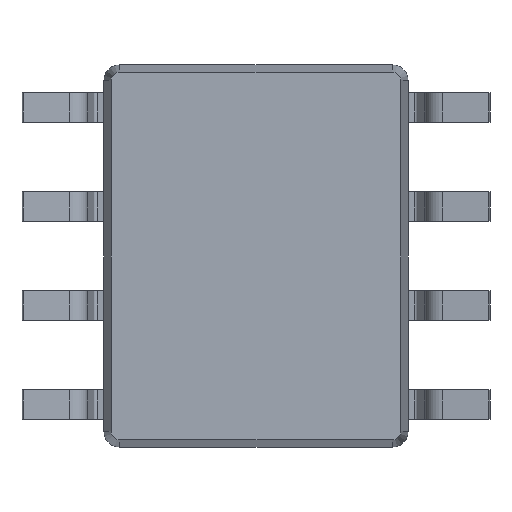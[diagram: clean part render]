
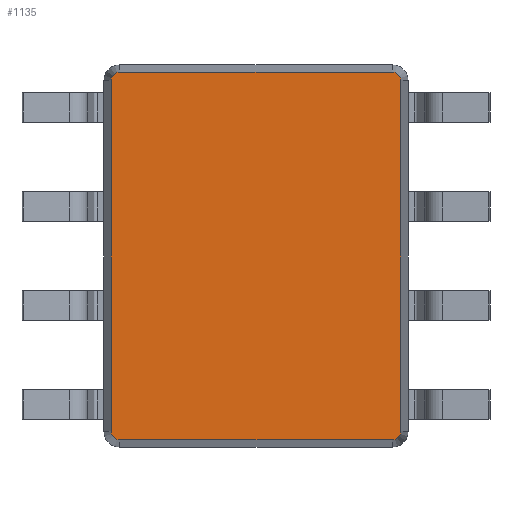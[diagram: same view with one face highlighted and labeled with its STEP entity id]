
A CAD part, front view. The second image highlights one B-rep face of the part: STEP entity #1135.
In plain terms, the highlighted planar face has unit normal (0, -1, 0).
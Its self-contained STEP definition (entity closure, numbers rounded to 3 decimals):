
#6 = AXIS2_PLACEMENT_3D ( 'NONE', #1649, #2320, #2946 ) ;
#9 = LINE ( 'NONE', #227, #3027 ) ;
#16 = DIRECTION ( 'NONE',  ( -1., 0., 0. ) ) ;
#71 = CARTESIAN_POINT ( 'NONE',  ( 1.75, 0.25, 2.25 ) ) ;
#77 = ORIENTED_EDGE ( 'NONE', *, *, #3773, .T. ) ;
#227 = CARTESIAN_POINT ( 'NONE',  ( -1.859, 0.25, 2.25 ) ) ;
#246 = VERTEX_POINT ( 'NONE', #1596 ) ;
#248 = VECTOR ( 'NONE', #1245, 1000. ) ;
#305 = CARTESIAN_POINT ( 'NONE',  ( 1.75, 0.25, -2.25 ) ) ;
#316 = EDGE_CURVE ( 'NONE', #905, #916, #452, .T. ) ;
#396 = FACE_OUTER_BOUND ( 'NONE', #1689, .T. ) ;
#452 = CIRCLE ( 'NONE', #3461, 0.109 ) ;
#569 = CARTESIAN_POINT ( 'NONE',  ( -1.75, 0.25, 2.359 ) ) ;
#583 = DIRECTION ( 'NONE',  ( 0., 0., 1. ) ) ;
#590 = CARTESIAN_POINT ( 'NONE',  ( 1.859, 0.25, -2.25 ) ) ;
#672 = LINE ( 'NONE', #569, #3390 ) ;
#700 = CARTESIAN_POINT ( 'NONE',  ( -1.859, 0.25, 2.25 ) ) ;
#765 = CARTESIAN_POINT ( 'NONE',  ( 1.75, 0.25, 2.359 ) ) ;
#844 = CIRCLE ( 'NONE', #4155, 0.109 ) ;
#879 = EDGE_CURVE ( 'NONE', #3106, #905, #3374, .T. ) ;
#905 = VERTEX_POINT ( 'NONE', #3161 ) ;
#910 = AXIS2_PLACEMENT_3D ( 'NONE', #71, #996, #3953 ) ;
#916 = VERTEX_POINT ( 'NONE', #590 ) ;
#932 = EDGE_CURVE ( 'NONE', #1104, #3106, #1452, .T. ) ;
#996 = DIRECTION ( 'NONE',  ( 0., -1., 0. ) ) ;
#1027 = ORIENTED_EDGE ( 'NONE', *, *, #879, .T. ) ;
#1104 = VERTEX_POINT ( 'NONE', #3228 ) ;
#1124 = VERTEX_POINT ( 'NONE', #2004 ) ;
#1135 = ADVANCED_FACE ( 'NONE', ( #396 ), #3272, .T. ) ;
#1218 = DIRECTION ( 'NONE',  ( -1., 0., 0. ) ) ;
#1245 = DIRECTION ( 'NONE',  ( 1., 0., 0. ) ) ;
#1259 = DIRECTION ( 'NONE',  ( 0., -1., 0. ) ) ;
#1289 = ORIENTED_EDGE ( 'NONE', *, *, #1724, .T. ) ;
#1347 = DIRECTION ( 'NONE',  ( -1., 0., 0. ) ) ;
#1445 = EDGE_CURVE ( 'NONE', #1124, #3924, #2044, .T. ) ;
#1452 = CIRCLE ( 'NONE', #1908, 0.109 ) ;
#1557 = DIRECTION ( 'NONE',  ( -1., 0., 0. ) ) ;
#1596 = CARTESIAN_POINT ( 'NONE',  ( -1.75, 0.25, 2.359 ) ) ;
#1649 = CARTESIAN_POINT ( 'NONE',  ( -1.75, 0.25, 2.25 ) ) ;
#1681 = DIRECTION ( 'NONE',  ( 0., -1., 0. ) ) ;
#1683 = VERTEX_POINT ( 'NONE', #700 ) ;
#1689 = EDGE_LOOP ( 'NONE', ( #1738, #2877, #1289, #4024, #2537, #1027, #2793, #77 ) ) ;
#1724 = EDGE_CURVE ( 'NONE', #246, #1683, #844, .T. ) ;
#1738 = ORIENTED_EDGE ( 'NONE', *, *, #1445, .T. ) ;
#1908 = AXIS2_PLACEMENT_3D ( 'NONE', #3504, #1259, #1557 ) ;
#1966 = DIRECTION ( 'NONE',  ( 0., -1., 0. ) ) ;
#2004 = CARTESIAN_POINT ( 'NONE',  ( 1.859, 0.25, 2.25 ) ) ;
#2044 = CIRCLE ( 'NONE', #910, 0.109 ) ;
#2233 = DIRECTION ( 'NONE',  ( 0., 0., -1. ) ) ;
#2320 = DIRECTION ( 'NONE',  ( 0., -1., 0. ) ) ;
#2537 = ORIENTED_EDGE ( 'NONE', *, *, #932, .T. ) ;
#2618 = CARTESIAN_POINT ( 'NONE',  ( -1.75, 0.25, 2.25 ) ) ;
#2737 = EDGE_CURVE ( 'NONE', #1683, #1104, #9, .T. ) ;
#2741 = EDGE_CURVE ( 'NONE', #3924, #246, #672, .T. ) ;
#2793 = ORIENTED_EDGE ( 'NONE', *, *, #316, .T. ) ;
#2877 = ORIENTED_EDGE ( 'NONE', *, *, #2741, .T. ) ;
#2929 = LINE ( 'NONE', #3506, #3173 ) ;
#2946 = DIRECTION ( 'NONE',  ( 1., 0., 0. ) ) ;
#3027 = VECTOR ( 'NONE', #2233, 1000. ) ;
#3106 = VERTEX_POINT ( 'NONE', #3750 ) ;
#3161 = CARTESIAN_POINT ( 'NONE',  ( 1.75, 0.25, -2.359 ) ) ;
#3173 = VECTOR ( 'NONE', #583, 1000. ) ;
#3228 = CARTESIAN_POINT ( 'NONE',  ( -1.859, 0.25, -2.25 ) ) ;
#3272 = PLANE ( 'NONE',  #6 ) ;
#3374 = LINE ( 'NONE', #4183, #248 ) ;
#3390 = VECTOR ( 'NONE', #1218, 1000. ) ;
#3461 = AXIS2_PLACEMENT_3D ( 'NONE', #305, #1966, #16 ) ;
#3504 = CARTESIAN_POINT ( 'NONE',  ( -1.75, 0.25, -2.25 ) ) ;
#3506 = CARTESIAN_POINT ( 'NONE',  ( 1.859, 0.25, 2.25 ) ) ;
#3750 = CARTESIAN_POINT ( 'NONE',  ( -1.75, 0.25, -2.359 ) ) ;
#3773 = EDGE_CURVE ( 'NONE', #916, #1124, #2929, .T. ) ;
#3924 = VERTEX_POINT ( 'NONE', #765 ) ;
#3953 = DIRECTION ( 'NONE',  ( -1., 0., 0. ) ) ;
#4024 = ORIENTED_EDGE ( 'NONE', *, *, #2737, .T. ) ;
#4155 = AXIS2_PLACEMENT_3D ( 'NONE', #2618, #1681, #1347 ) ;
#4183 = CARTESIAN_POINT ( 'NONE',  ( -1.75, 0.25, -2.359 ) ) ;
